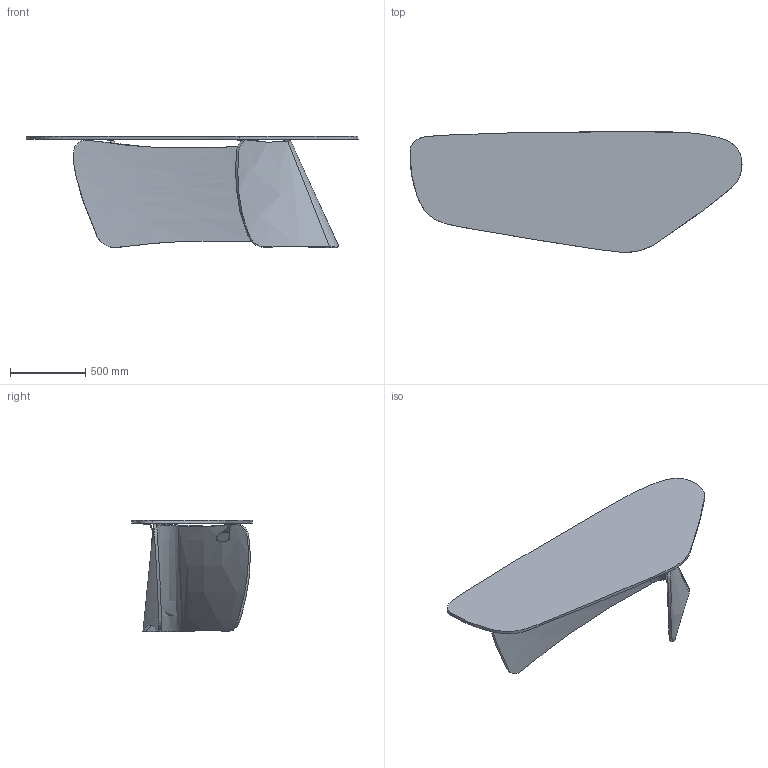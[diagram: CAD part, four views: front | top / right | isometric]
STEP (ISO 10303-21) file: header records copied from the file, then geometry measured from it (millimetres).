
FILE_DESCRIPTION(/* description */ (''),/* implementation_level */ '2;1');
FILE_NAME(/* name */ '2280 - Graph',/* time_stamp */ '2012-06-12T14:38:41+02:00',/* author */ (''),/* organization */ (''),/* preprocessor_version */ 'ST-DEVELOPER v10',/* originating_system */ '',/* authorisation */ '');
FILE_SCHEMA (('CONFIG_CONTROL_DESIGN'));
Length unit declared in the file: millimetre
Products named in the file (1): 1
Bounding box: 2200.25 x 800.12 x 737.8 mm (x, y, z)
Volume: 29705820.8 mm3; surface area: 4815898.5 mm2
Topology: 15 solids, 20 shells, 121 faces, 294 edges, 172 vertices
Faces by surface type: bspline 113, plane 8
Entity records: 11276 total; most frequent: CARTESIAN_POINT 9359, ORIENTED_EDGE 527, EDGE_CURVE 291, B_SPLINE_CURVE_WITH_KNOTS 291, VERTEX_POINT 171, EDGE_LOOP 126, ADVANCED_FACE 120, FACE_OUTER_BOUND 120
